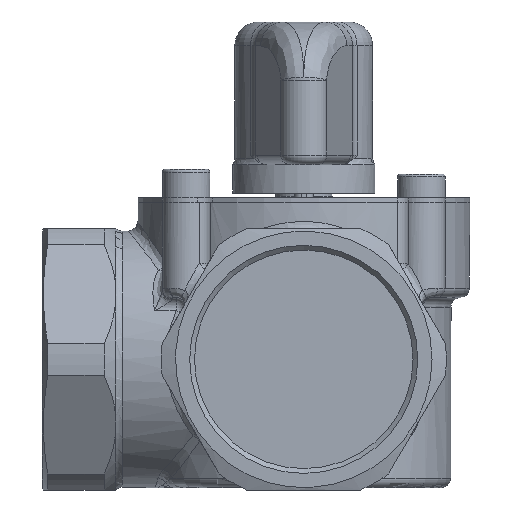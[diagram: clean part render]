
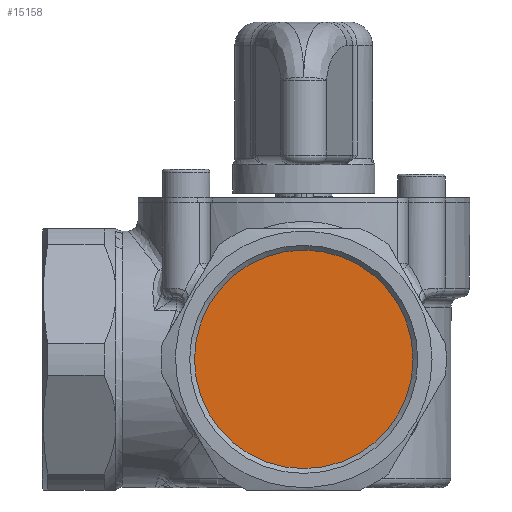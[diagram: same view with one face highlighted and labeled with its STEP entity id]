
A CAD part, left-side view. The second image highlights one B-rep face of the part: STEP entity #15158.
In plain terms, the highlighted planar face has unit normal (-1, 0, 0).
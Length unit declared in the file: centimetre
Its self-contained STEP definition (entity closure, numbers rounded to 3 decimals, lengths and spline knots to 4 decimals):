
#4874=FACE_OUTER_BOUND('',#5752,.T.);
#5752=EDGE_LOOP('',(#13673));
#6182=CIRCLE('',#15993,2.3);
#7566=VERTEX_POINT('',#27591);
#9572=EDGE_CURVE('',#7566,#7566,#6182,.T.);
#13673=ORIENTED_EDGE('',*,*,#9572,.T.);
#14411=PLANE('',#16097);
#15158=ADVANCED_FACE('',(#4874),#14411,.F.);
#15993=AXIS2_PLACEMENT_3D('',#27592,#18687,#18688);
#16097=AXIS2_PLACEMENT_3D('',#28862,#18901,#18902);
#18687=DIRECTION('center_axis',(-1.,0.,0.));
#18688=DIRECTION('ref_axis',(0.,0.,1.));
#18901=DIRECTION('center_axis',(1.,0.,0.));
#18902=DIRECTION('ref_axis',(0.,0.,1.));
#27591=CARTESIAN_POINT('',(-3.3,0.,-2.3));
#27592=CARTESIAN_POINT('Origin',(-3.3,0.,0.));
#28862=CARTESIAN_POINT('Origin',(-3.3,0.,0.));
